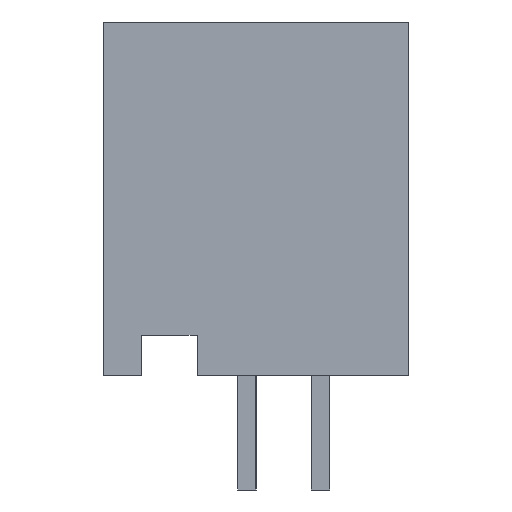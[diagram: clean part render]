
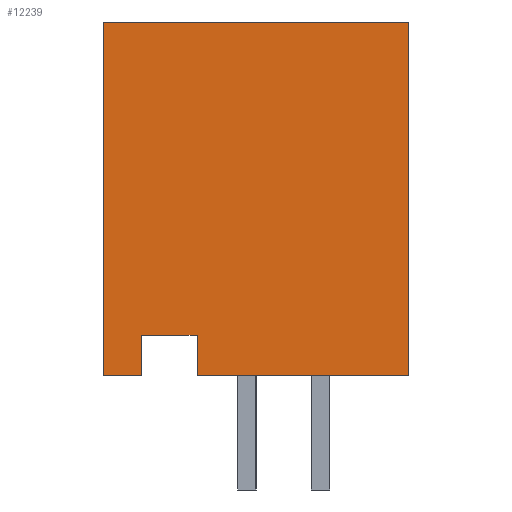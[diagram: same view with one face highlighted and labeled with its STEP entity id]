
A CAD part, left-side view. The second image highlights one B-rep face of the part: STEP entity #12239.
In plain terms, the highlighted planar face has unit normal (-1, 0, 0).
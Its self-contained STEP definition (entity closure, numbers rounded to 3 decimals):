
#667 = PLANE('',#668);
#668 = AXIS2_PLACEMENT_3D('',#669,#670,#671);
#669 = CARTESIAN_POINT('',(-2.,3.9,9.6));
#670 = DIRECTION('',(0.,-1.,0.));
#671 = DIRECTION('',(0.,0.,1.));
#831 = PLANE('',#832);
#832 = AXIS2_PLACEMENT_3D('',#833,#834,#835);
#833 = CARTESIAN_POINT('',(-2.,1.35,0.));
#834 = DIRECTION('',(0.,0.,1.));
#835 = DIRECTION('',(0.,1.,0.));
#3136 = VERTEX_POINT('',#3137);
#3137 = CARTESIAN_POINT('',(-2.,-4.4,0.));
#3151 = PLANE('',#3152);
#3152 = AXIS2_PLACEMENT_3D('',#3153,#3154,#3155);
#3153 = CARTESIAN_POINT('',(-2.,-4.4,9.6));
#3154 = DIRECTION('',(0.,1.,0.));
#3155 = DIRECTION('',(-1.,0.,0.));
#3163 = EDGE_CURVE('',#3164,#3136,#3166,.T.);
#3164 = VERTEX_POINT('',#3165);
#3165 = CARTESIAN_POINT('',(-2.,1.35,0.));
#3166 = SURFACE_CURVE('',#3167,(#3171,#3178),.PCURVE_S1.);
#3167 = LINE('',#3168,#3169);
#3168 = CARTESIAN_POINT('',(-2.,1.35,0.));
#3169 = VECTOR('',#3170,1.);
#3170 = DIRECTION('',(0.,-1.,0.));
#3171 = PCURVE('',#831,#3172);
#3172 = DEFINITIONAL_REPRESENTATION('',(#3173),#3177);
#3173 = LINE('',#3174,#3175);
#3174 = CARTESIAN_POINT('',(0.,0.));
#3175 = VECTOR('',#3176,1.);
#3176 = DIRECTION('',(-1.,0.));
#3177 = ( GEOMETRIC_REPRESENTATION_CONTEXT(2) 
PARAMETRIC_REPRESENTATION_CONTEXT() REPRESENTATION_CONTEXT('2D SPACE',''
  ) );
#3178 = PCURVE('',#3179,#3184);
#3179 = PLANE('',#3180);
#3180 = AXIS2_PLACEMENT_3D('',#3181,#3182,#3183);
#3181 = CARTESIAN_POINT('',(-2.,3.9,9.6));
#3182 = DIRECTION('',(-1.,0.,0.));
#3183 = DIRECTION('',(0.,-1.,0.));
#3184 = DEFINITIONAL_REPRESENTATION('',(#3185),#3189);
#3185 = LINE('',#3186,#3187);
#3186 = CARTESIAN_POINT('',(2.55,-9.6));
#3187 = VECTOR('',#3188,1.);
#3188 = DIRECTION('',(1.,0.));
#3189 = ( GEOMETRIC_REPRESENTATION_CONTEXT(2) 
PARAMETRIC_REPRESENTATION_CONTEXT() REPRESENTATION_CONTEXT('2D SPACE',''
  ) );
#3205 = PLANE('',#3206);
#3206 = AXIS2_PLACEMENT_3D('',#3207,#3208,#3209);
#3207 = CARTESIAN_POINT('',(-2.,1.35,0.));
#3208 = DIRECTION('',(0.,-1.,0.));
#3209 = DIRECTION('',(1.,0.,0.));
#10570 = PLANE('',#10571);
#10571 = AXIS2_PLACEMENT_3D('',#10572,#10573,#10574);
#10572 = CARTESIAN_POINT('',(-2.,3.9,9.6));
#10573 = DIRECTION('',(0.,0.,-1.));
#10574 = DIRECTION('',(0.,-1.,0.));
#10618 = VERTEX_POINT('',#10619);
#10619 = CARTESIAN_POINT('',(-2.,3.9,9.6));
#10640 = EDGE_CURVE('',#10641,#10618,#10643,.T.);
#10641 = VERTEX_POINT('',#10642);
#10642 = CARTESIAN_POINT('',(-2.,-4.4,9.6));
#10643 = SURFACE_CURVE('',#10644,(#10648,#10655),.PCURVE_S1.);
#10644 = LINE('',#10645,#10646);
#10645 = CARTESIAN_POINT('',(-2.,3.9,9.6));
#10646 = VECTOR('',#10647,1.);
#10647 = DIRECTION('',(0.,1.,0.));
#10648 = PCURVE('',#10570,#10649);
#10649 = DEFINITIONAL_REPRESENTATION('',(#10650),#10654);
#10650 = LINE('',#10651,#10652);
#10651 = CARTESIAN_POINT('',(0.,0.));
#10652 = VECTOR('',#10653,1.);
#10653 = DIRECTION('',(-1.,0.));
#10654 = ( GEOMETRIC_REPRESENTATION_CONTEXT(2) 
PARAMETRIC_REPRESENTATION_CONTEXT() REPRESENTATION_CONTEXT('2D SPACE',''
  ) );
#10655 = PCURVE('',#3179,#10656);
#10656 = DEFINITIONAL_REPRESENTATION('',(#10657),#10661);
#10657 = LINE('',#10658,#10659);
#10658 = CARTESIAN_POINT('',(0.,0.));
#10659 = VECTOR('',#10660,1.);
#10660 = DIRECTION('',(-1.,0.));
#10661 = ( GEOMETRIC_REPRESENTATION_CONTEXT(2) 
PARAMETRIC_REPRESENTATION_CONTEXT() REPRESENTATION_CONTEXT('2D SPACE',''
  ) );
#11624 = VERTEX_POINT('',#11625);
#11625 = CARTESIAN_POINT('',(-2.,3.9,0.));
#11639 = PLANE('',#11640);
#11640 = AXIS2_PLACEMENT_3D('',#11641,#11642,#11643);
#11641 = CARTESIAN_POINT('',(-2.,3.9,0.));
#11642 = DIRECTION('',(0.,0.,1.));
#11643 = DIRECTION('',(0.,1.,0.));
#11651 = EDGE_CURVE('',#10618,#11624,#11652,.T.);
#11652 = SURFACE_CURVE('',#11653,(#11657,#11664),.PCURVE_S1.);
#11653 = LINE('',#11654,#11655);
#11654 = CARTESIAN_POINT('',(-2.,3.9,9.6));
#11655 = VECTOR('',#11656,1.);
#11656 = DIRECTION('',(0.,0.,-1.));
#11657 = PCURVE('',#667,#11658);
#11658 = DEFINITIONAL_REPRESENTATION('',(#11659),#11663);
#11659 = LINE('',#11660,#11661);
#11660 = CARTESIAN_POINT('',(0.,0.));
#11661 = VECTOR('',#11662,1.);
#11662 = DIRECTION('',(-1.,0.));
#11663 = ( GEOMETRIC_REPRESENTATION_CONTEXT(2) 
PARAMETRIC_REPRESENTATION_CONTEXT() REPRESENTATION_CONTEXT('2D SPACE',''
  ) );
#11664 = PCURVE('',#3179,#11665);
#11665 = DEFINITIONAL_REPRESENTATION('',(#11666),#11670);
#11666 = LINE('',#11667,#11668);
#11667 = CARTESIAN_POINT('',(0.,0.));
#11668 = VECTOR('',#11669,1.);
#11669 = DIRECTION('',(0.,-1.));
#11670 = ( GEOMETRIC_REPRESENTATION_CONTEXT(2) 
PARAMETRIC_REPRESENTATION_CONTEXT() REPRESENTATION_CONTEXT('2D SPACE',''
  ) );
#11721 = VERTEX_POINT('',#11722);
#11722 = CARTESIAN_POINT('',(-2.,2.85,0.));
#11736 = PLANE('',#11737);
#11737 = AXIS2_PLACEMENT_3D('',#11738,#11739,#11740);
#11738 = CARTESIAN_POINT('',(-2.,2.85,0.));
#11739 = DIRECTION('',(0.,1.,0.));
#11740 = DIRECTION('',(-1.,0.,0.));
#11748 = EDGE_CURVE('',#11624,#11721,#11749,.T.);
#11749 = SURFACE_CURVE('',#11750,(#11754,#11761),.PCURVE_S1.);
#11750 = LINE('',#11751,#11752);
#11751 = CARTESIAN_POINT('',(-2.,3.9,0.));
#11752 = VECTOR('',#11753,1.);
#11753 = DIRECTION('',(0.,-1.,0.));
#11754 = PCURVE('',#11639,#11755);
#11755 = DEFINITIONAL_REPRESENTATION('',(#11756),#11760);
#11756 = LINE('',#11757,#11758);
#11757 = CARTESIAN_POINT('',(0.,0.));
#11758 = VECTOR('',#11759,1.);
#11759 = DIRECTION('',(-1.,0.));
#11760 = ( GEOMETRIC_REPRESENTATION_CONTEXT(2) 
PARAMETRIC_REPRESENTATION_CONTEXT() REPRESENTATION_CONTEXT('2D SPACE',''
  ) );
#11761 = PCURVE('',#3179,#11762);
#11762 = DEFINITIONAL_REPRESENTATION('',(#11763),#11767);
#11763 = LINE('',#11764,#11765);
#11764 = CARTESIAN_POINT('',(0.,-9.6));
#11765 = VECTOR('',#11766,1.);
#11766 = DIRECTION('',(1.,0.));
#11767 = ( GEOMETRIC_REPRESENTATION_CONTEXT(2) 
PARAMETRIC_REPRESENTATION_CONTEXT() REPRESENTATION_CONTEXT('2D SPACE',''
  ) );
#11797 = VERTEX_POINT('',#11798);
#11798 = CARTESIAN_POINT('',(-2.,2.85,1.1));
#11812 = PLANE('',#11813);
#11813 = AXIS2_PLACEMENT_3D('',#11814,#11815,#11816);
#11814 = CARTESIAN_POINT('',(-2.,2.85,1.1));
#11815 = DIRECTION('',(0.,0.,1.));
#11816 = DIRECTION('',(0.,1.,0.));
#11824 = EDGE_CURVE('',#11721,#11797,#11825,.T.);
#11825 = SURFACE_CURVE('',#11826,(#11830,#11837),.PCURVE_S1.);
#11826 = LINE('',#11827,#11828);
#11827 = CARTESIAN_POINT('',(-2.,2.85,0.));
#11828 = VECTOR('',#11829,1.);
#11829 = DIRECTION('',(0.,0.,1.));
#11830 = PCURVE('',#11736,#11831);
#11831 = DEFINITIONAL_REPRESENTATION('',(#11832),#11836);
#11832 = LINE('',#11833,#11834);
#11833 = CARTESIAN_POINT('',(0.,0.));
#11834 = VECTOR('',#11835,1.);
#11835 = DIRECTION('',(0.,1.));
#11836 = ( GEOMETRIC_REPRESENTATION_CONTEXT(2) 
PARAMETRIC_REPRESENTATION_CONTEXT() REPRESENTATION_CONTEXT('2D SPACE',''
  ) );
#11837 = PCURVE('',#3179,#11838);
#11838 = DEFINITIONAL_REPRESENTATION('',(#11839),#11843);
#11839 = LINE('',#11840,#11841);
#11840 = CARTESIAN_POINT('',(1.05,-9.6));
#11841 = VECTOR('',#11842,1.);
#11842 = DIRECTION('',(0.,1.));
#11843 = ( GEOMETRIC_REPRESENTATION_CONTEXT(2) 
PARAMETRIC_REPRESENTATION_CONTEXT() REPRESENTATION_CONTEXT('2D SPACE',''
  ) );
#11873 = VERTEX_POINT('',#11874);
#11874 = CARTESIAN_POINT('',(-2.,1.35,1.1));
#11895 = EDGE_CURVE('',#11797,#11873,#11896,.T.);
#11896 = SURFACE_CURVE('',#11897,(#11901,#11908),.PCURVE_S1.);
#11897 = LINE('',#11898,#11899);
#11898 = CARTESIAN_POINT('',(-2.,2.85,1.1));
#11899 = VECTOR('',#11900,1.);
#11900 = DIRECTION('',(0.,-1.,0.));
#11901 = PCURVE('',#11812,#11902);
#11902 = DEFINITIONAL_REPRESENTATION('',(#11903),#11907);
#11903 = LINE('',#11904,#11905);
#11904 = CARTESIAN_POINT('',(0.,0.));
#11905 = VECTOR('',#11906,1.);
#11906 = DIRECTION('',(-1.,0.));
#11907 = ( GEOMETRIC_REPRESENTATION_CONTEXT(2) 
PARAMETRIC_REPRESENTATION_CONTEXT() REPRESENTATION_CONTEXT('2D SPACE',''
  ) );
#11908 = PCURVE('',#3179,#11909);
#11909 = DEFINITIONAL_REPRESENTATION('',(#11910),#11914);
#11910 = LINE('',#11911,#11912);
#11911 = CARTESIAN_POINT('',(1.05,-8.5));
#11912 = VECTOR('',#11913,1.);
#11913 = DIRECTION('',(1.,0.));
#11914 = ( GEOMETRIC_REPRESENTATION_CONTEXT(2) 
PARAMETRIC_REPRESENTATION_CONTEXT() REPRESENTATION_CONTEXT('2D SPACE',''
  ) );
#11942 = EDGE_CURVE('',#11873,#3164,#11943,.T.);
#11943 = SURFACE_CURVE('',#11944,(#11948,#11955),.PCURVE_S1.);
#11944 = LINE('',#11945,#11946);
#11945 = CARTESIAN_POINT('',(-2.,1.35,0.));
#11946 = VECTOR('',#11947,1.);
#11947 = DIRECTION('',(0.,0.,-1.));
#11948 = PCURVE('',#3205,#11949);
#11949 = DEFINITIONAL_REPRESENTATION('',(#11950),#11954);
#11950 = LINE('',#11951,#11952);
#11951 = CARTESIAN_POINT('',(0.,0.));
#11952 = VECTOR('',#11953,1.);
#11953 = DIRECTION('',(0.,-1.));
#11954 = ( GEOMETRIC_REPRESENTATION_CONTEXT(2) 
PARAMETRIC_REPRESENTATION_CONTEXT() REPRESENTATION_CONTEXT('2D SPACE',''
  ) );
#11955 = PCURVE('',#3179,#11956);
#11956 = DEFINITIONAL_REPRESENTATION('',(#11957),#11961);
#11957 = LINE('',#11958,#11959);
#11958 = CARTESIAN_POINT('',(2.55,-9.6));
#11959 = VECTOR('',#11960,1.);
#11960 = DIRECTION('',(0.,-1.));
#11961 = ( GEOMETRIC_REPRESENTATION_CONTEXT(2) 
PARAMETRIC_REPRESENTATION_CONTEXT() REPRESENTATION_CONTEXT('2D SPACE',''
  ) );
#12014 = EDGE_CURVE('',#3136,#10641,#12015,.T.);
#12015 = SURFACE_CURVE('',#12016,(#12020,#12027),.PCURVE_S1.);
#12016 = LINE('',#12017,#12018);
#12017 = CARTESIAN_POINT('',(-2.,-4.4,9.6));
#12018 = VECTOR('',#12019,1.);
#12019 = DIRECTION('',(0.,0.,1.));
#12020 = PCURVE('',#3151,#12021);
#12021 = DEFINITIONAL_REPRESENTATION('',(#12022),#12026);
#12022 = LINE('',#12023,#12024);
#12023 = CARTESIAN_POINT('',(0.,0.));
#12024 = VECTOR('',#12025,1.);
#12025 = DIRECTION('',(0.,1.));
#12026 = ( GEOMETRIC_REPRESENTATION_CONTEXT(2) 
PARAMETRIC_REPRESENTATION_CONTEXT() REPRESENTATION_CONTEXT('2D SPACE',''
  ) );
#12027 = PCURVE('',#3179,#12028);
#12028 = DEFINITIONAL_REPRESENTATION('',(#12029),#12033);
#12029 = LINE('',#12030,#12031);
#12030 = CARTESIAN_POINT('',(8.3,0.));
#12031 = VECTOR('',#12032,1.);
#12032 = DIRECTION('',(0.,1.));
#12033 = ( GEOMETRIC_REPRESENTATION_CONTEXT(2) 
PARAMETRIC_REPRESENTATION_CONTEXT() REPRESENTATION_CONTEXT('2D SPACE',''
  ) );
#12239 = ADVANCED_FACE('',(#12240),#3179,.T.);
#12240 = FACE_BOUND('',#12241,.T.);
#12241 = EDGE_LOOP('',(#12242,#12243,#12244,#12245,#12246,#12247,#12248,
    #12249));
#12242 = ORIENTED_EDGE('',*,*,#11651,.T.);
#12243 = ORIENTED_EDGE('',*,*,#11748,.T.);
#12244 = ORIENTED_EDGE('',*,*,#11824,.T.);
#12245 = ORIENTED_EDGE('',*,*,#11895,.T.);
#12246 = ORIENTED_EDGE('',*,*,#11942,.T.);
#12247 = ORIENTED_EDGE('',*,*,#3163,.T.);
#12248 = ORIENTED_EDGE('',*,*,#12014,.T.);
#12249 = ORIENTED_EDGE('',*,*,#10640,.T.);
